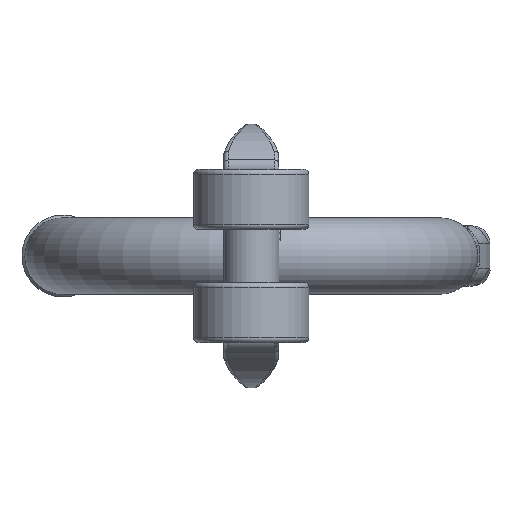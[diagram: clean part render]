
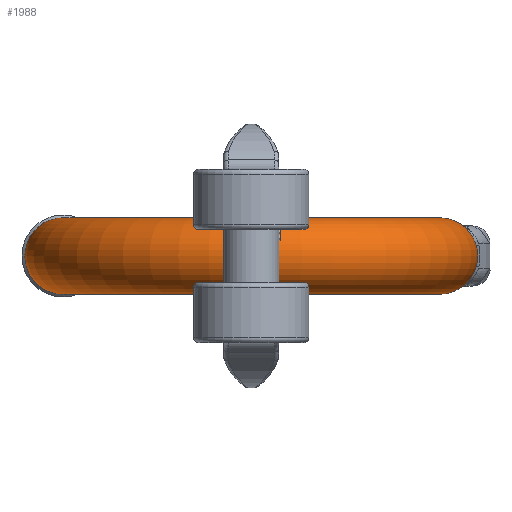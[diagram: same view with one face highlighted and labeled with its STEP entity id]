
A CAD part, front view. The second image highlights one B-rep face of the part: STEP entity #1988.
In plain terms, the highlighted toroidal (fillet/blend) face has major radius 81.5 mm and minor radius 16.5 mm.
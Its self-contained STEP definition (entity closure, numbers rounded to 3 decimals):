
#686=TOROIDAL_SURFACE('',#6215,81.5,16.5);
#1988=ADVANCED_FACE('',(#2382,#2383),#686,.T.);
#2382=FACE_BOUND('',#2451,.T.);
#2383=FACE_BOUND('',#2452,.T.);
#2451=EDGE_LOOP('',(#2880));
#2452=EDGE_LOOP('',(#2881));
#2880=ORIENTED_EDGE('',*,*,#5209,.T.);
#2881=ORIENTED_EDGE('',*,*,#5175,.F.);
#4611=VERTEX_POINT('',#7638);
#4645=VERTEX_POINT('',#7862);
#5175=EDGE_CURVE('',#4611,#4611,#6058,.T.);
#5209=EDGE_CURVE('',#4645,#4645,#6060,.T.);
#6058=CIRCLE('',#6205,16.5);
#6060=CIRCLE('',#6213,16.5);
#6205=AXIS2_PLACEMENT_3D('',#7637,#6544,#6545);
#6213=AXIS2_PLACEMENT_3D('',#7861,#6568,#6569);
#6215=AXIS2_PLACEMENT_3D('',#7864,#6572,#6573);
#6544=DIRECTION('',(0.,1.,0.));
#6545=DIRECTION('',(-1.,0.,0.));
#6568=DIRECTION('',(0.,-1.,0.));
#6569=DIRECTION('',(1.,0.,0.));
#6572=DIRECTION('',(0.,0.,1.));
#6573=DIRECTION('',(1.,0.,0.));
#7637=CARTESIAN_POINT('',(-81.5,-111.,0.));
#7638=CARTESIAN_POINT('',(-98.,-111.,0.));
#7861=CARTESIAN_POINT('',(81.5,-111.,0.));
#7862=CARTESIAN_POINT('',(98.,-111.,0.));
#7864=CARTESIAN_POINT('',(0.,-111.,0.));
